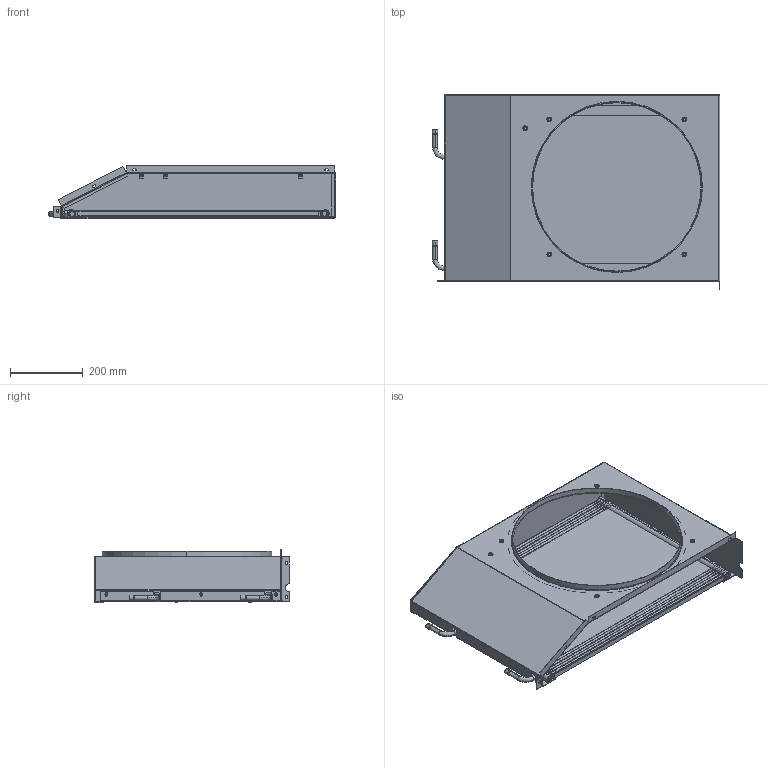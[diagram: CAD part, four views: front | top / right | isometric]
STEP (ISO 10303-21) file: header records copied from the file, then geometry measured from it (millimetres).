
FILE_DESCRIPTION (( 'STEP AP203' ), '1' );
FILE_NAME ('119-4537.STEP', '2024-11-29T14:06:35', ( '' ), ( '' ), 'SwSTEP 2.0', 'SolidWorks 2022', '' );
FILE_SCHEMA (( 'CONFIG_CONTROL_DESIGN' ));
Length unit declared in the file: millimetre
Products named in the file (7): 816016; 021Z0643; 0ZZ0269_G8 Gasket_Vert; 119-8207P01_Valor predeterminado; 119-4537; 119-8207P02_Valor predeterminado; 0ZZ0269_G8 Gasket_Bottom
Assembly tree (15 placements, depth 2):
  119-4537
    119-8207P01_Valor predeterminado
    119-8207P02_Valor predeterminado
    816016  x9
    021Z0643
    0ZZ0269_G8 Gasket_Bottom
    0ZZ0269_G8 Gasket_Vert  x2
Bounding box: 787.99 x 534.4 x 145.5 mm (x, y, z)
Volume: 819168.5 mm3; surface area: 2220779.3 mm2
Topology: 19 solids, 75 shells, 1637 faces, 6107 edges, 4049 vertices
Faces by surface type: plane 1103, cylinder 459, torus 40, bspline 21, cone 14
Entity records: 63393 total; most frequent: CARTESIAN_POINT 11927, DIRECTION 11115, ORIENTED_EDGE 9486, EDGE_CURVE 5947, VERTEX_POINT 3961, VECTOR 3897, LINE 3897, AXIS2_PLACEMENT_3D 3609
